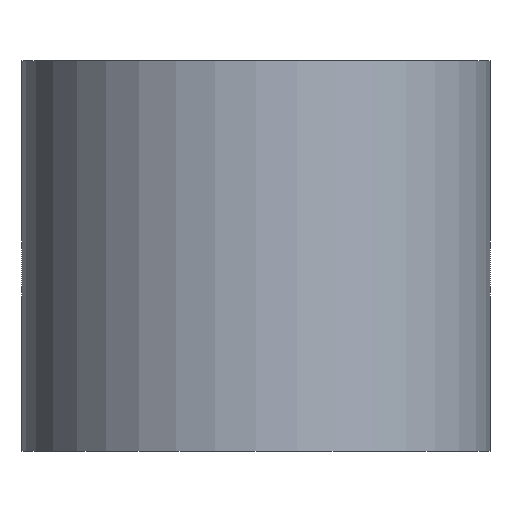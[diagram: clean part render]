
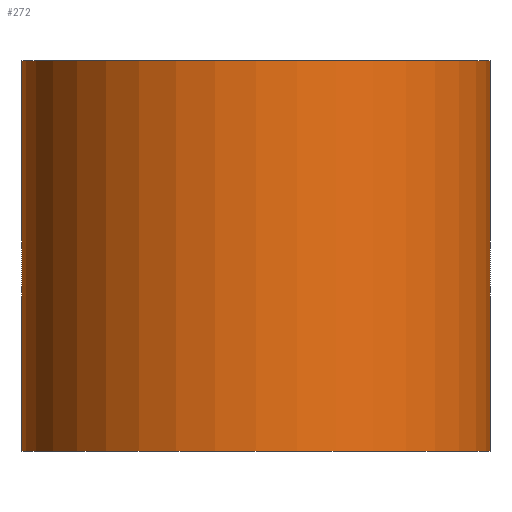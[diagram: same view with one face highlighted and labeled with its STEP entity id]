
A CAD part, left-side view. The second image highlights one B-rep face of the part: STEP entity #272.
In plain terms, the highlighted cylindrical face has radius 22.86 mm (diameter 45.72 mm), a partial arc.
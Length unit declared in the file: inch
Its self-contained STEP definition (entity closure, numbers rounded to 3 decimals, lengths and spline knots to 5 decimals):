
#35=FACE_OUTER_BOUND('',#52,.T.);
#52=EDGE_LOOP('',(#204,#205,#206,#207));
#80=LINE('',#450,#100);
#81=LINE('',#453,#101);
#100=VECTOR('',#362,0.3937);
#101=VECTOR('',#365,0.3937);
#116=CIRCLE('',#308,0.9);
#117=CIRCLE('',#309,0.9);
#136=VERTEX_POINT('',#446);
#137=VERTEX_POINT('',#447);
#138=VERTEX_POINT('',#449);
#139=VERTEX_POINT('',#451);
#164=EDGE_CURVE('',#136,#137,#116,.T.);
#165=EDGE_CURVE('',#137,#138,#80,.T.);
#166=EDGE_CURVE('',#139,#138,#117,.T.);
#167=EDGE_CURVE('',#136,#139,#81,.T.);
#204=ORIENTED_EDGE('',*,*,#164,.T.);
#205=ORIENTED_EDGE('',*,*,#165,.T.);
#206=ORIENTED_EDGE('',*,*,#166,.F.);
#207=ORIENTED_EDGE('',*,*,#167,.F.);
#262=CYLINDRICAL_SURFACE('',#307,0.9);
#272=ADVANCED_FACE('',(#35),#262,.T.);
#307=AXIS2_PLACEMENT_3D('',#445,#358,#359);
#308=AXIS2_PLACEMENT_3D('',#448,#360,#361);
#309=AXIS2_PLACEMENT_3D('',#452,#363,#364);
#358=DIRECTION('center_axis',(0.,0.,1.));
#359=DIRECTION('ref_axis',(0.,1.,0.));
#360=DIRECTION('center_axis',(0.,0.,1.));
#361=DIRECTION('ref_axis',(0.,1.,0.));
#362=DIRECTION('',(0.,0.,1.));
#363=DIRECTION('center_axis',(0.,0.,1.));
#364=DIRECTION('ref_axis',(0.,1.,0.));
#365=DIRECTION('',(0.,0.,1.));
#445=CARTESIAN_POINT('Origin',(12.60897,-4.485,-24.23165));
#446=CARTESIAN_POINT('',(12.60897,-3.585,-24.23165));
#447=CARTESIAN_POINT('',(12.60897,-5.385,-24.23165));
#448=CARTESIAN_POINT('Origin',(12.60897,-4.485,-24.23165));
#449=CARTESIAN_POINT('',(12.60897,-5.385,-22.73165));
#450=CARTESIAN_POINT('',(12.60897,-5.385,-24.23165));
#451=CARTESIAN_POINT('',(12.60897,-3.585,-22.73165));
#452=CARTESIAN_POINT('Origin',(12.60897,-4.485,-22.73165));
#453=CARTESIAN_POINT('',(12.60897,-3.585,-24.23165));
